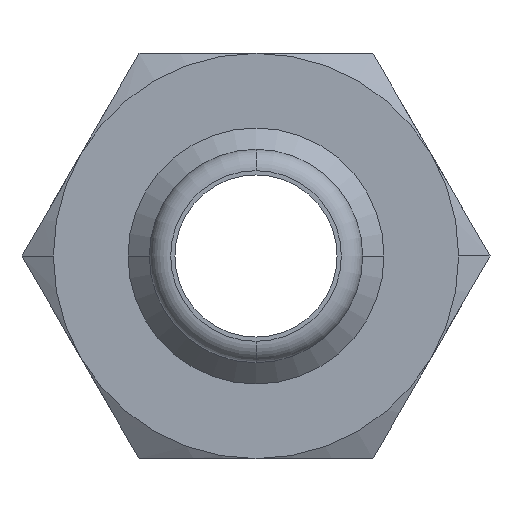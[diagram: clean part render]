
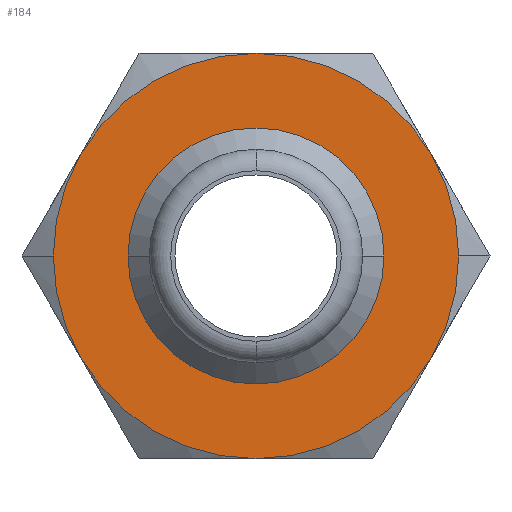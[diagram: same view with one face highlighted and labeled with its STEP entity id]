
A CAD part, front view. The second image highlights one B-rep face of the part: STEP entity #184.
In plain terms, the highlighted planar face has unit normal (0, -1, 0).
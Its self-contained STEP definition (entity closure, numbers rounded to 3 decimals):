
#184=ADVANCED_FACE('',(#394,#395),#396,.T.);
#394=FACE_OUTER_BOUND('',#629,.T.);
#395=FACE_BOUND('',#630,.T.);
#396=PLANE('',#631);
#629=EDGE_LOOP('',(#1066,#1067,#1068,#1069,#1070,#1071,#1072,#1073));
#630=EDGE_LOOP('',(#1074,#1075));
#631=AXIS2_PLACEMENT_3D('',#1076,#1077,#1078);
#1066=ORIENTED_EDGE('',*,*,#1493,.F.);
#1067=ORIENTED_EDGE('',*,*,#1462,.F.);
#1068=ORIENTED_EDGE('',*,*,#1511,.F.);
#1069=ORIENTED_EDGE('',*,*,#1441,.F.);
#1070=ORIENTED_EDGE('',*,*,#1444,.F.);
#1071=ORIENTED_EDGE('',*,*,#1359,.F.);
#1072=ORIENTED_EDGE('',*,*,#1387,.F.);
#1073=ORIENTED_EDGE('',*,*,#1500,.F.);
#1074=ORIENTED_EDGE('',*,*,#1509,.F.);
#1075=ORIENTED_EDGE('',*,*,#1512,.F.);
#1076=CARTESIAN_POINT('',(4.75,20.0,0.0));
#1077=DIRECTION('',(-0.0,-1.0,-0.0));
#1078=DIRECTION('',(-1.0,0.0,0.0));
#1359=EDGE_CURVE('',#1606,#1603,#1608,.T.);
#1387=EDGE_CURVE('',#1654,#1606,#1656,.T.);
#1441=EDGE_CURVE('',#1736,#1581,#1738,.T.);
#1444=EDGE_CURVE('',#1603,#1736,#1741,.T.);
#1462=EDGE_CURVE('',#1610,#1763,#1764,.T.);
#1493=EDGE_CURVE('',#1763,#1803,#1807,.T.);
#1500=EDGE_CURVE('',#1803,#1654,#1814,.T.);
#1509=EDGE_CURVE('',#1824,#1821,#1826,.T.);
#1511=EDGE_CURVE('',#1581,#1610,#1828,.T.);
#1512=EDGE_CURVE('',#1821,#1824,#1829,.T.);
#1581=VERTEX_POINT('',#1927);
#1603=VERTEX_POINT('',#1997);
#1606=VERTEX_POINT('',#2011);
#1608=CIRCLE('',#2024,9.5);
#1610=VERTEX_POINT('',#2026);
#1654=VERTEX_POINT('',#2170);
#1656=CIRCLE('',#2183,9.5);
#1736=VERTEX_POINT('',#2397);
#1738=CIRCLE('',#2400,9.5);
#1741=CIRCLE('',#2414,9.5);
#1763=VERTEX_POINT('',#2471);
#1764=CIRCLE('',#2472,9.5);
#1803=VERTEX_POINT('',#2573);
#1807=CIRCLE('',#2589,9.5);
#1814=CIRCLE('',#2596,9.5);
#1821=VERTEX_POINT('',#2625);
#1824=VERTEX_POINT('',#2629);
#1826=CIRCLE('',#2632,6.0);
#1828=CIRCLE('',#2634,9.5);
#1829=CIRCLE('',#2635,6.0);
#1927=CARTESIAN_POINT('',(-8.227,20.0,4.75));
#1997=CARTESIAN_POINT('',(-8.227,20.0,-4.75));
#2011=CARTESIAN_POINT('',(0.0,20.0,-9.5));
#2024=AXIS2_PLACEMENT_3D('',#2804,#2805,#2806);
#2026=CARTESIAN_POINT('',(0.,20.0,9.5));
#2170=CARTESIAN_POINT('',(8.227,20.0,-4.75));
#2183=AXIS2_PLACEMENT_3D('',#2841,#2842,#2843);
#2397=CARTESIAN_POINT('',(-9.5,20.0,0.));
#2400=AXIS2_PLACEMENT_3D('',#2900,#2901,#2902);
#2414=AXIS2_PLACEMENT_3D('',#2903,#2904,#2905);
#2471=CARTESIAN_POINT('',(8.227,20.0,4.75));
#2472=AXIS2_PLACEMENT_3D('',#2926,#2927,#2928);
#2573=CARTESIAN_POINT('',(9.5,20.0,0.));
#2589=AXIS2_PLACEMENT_3D('',#2961,#2962,#2963);
#2596=AXIS2_PLACEMENT_3D('',#2973,#2974,#2975);
#2625=CARTESIAN_POINT('',(6.0,20.0,0.));
#2629=CARTESIAN_POINT('',(-6.0,20.0,0.));
#2632=AXIS2_PLACEMENT_3D('',#2984,#2985,#2986);
#2634=AXIS2_PLACEMENT_3D('',#2987,#2988,#2989);
#2635=AXIS2_PLACEMENT_3D('',#2990,#2991,#2992);
#2804=CARTESIAN_POINT('',(0.0,20.0,0.0));
#2805=DIRECTION('',(-0.0,1.0,0.0));
#2806=DIRECTION('',(1.0,0.0,0.0));
#2841=CARTESIAN_POINT('',(0.0,20.0,0.0));
#2842=DIRECTION('',(-0.0,1.0,0.0));
#2843=DIRECTION('',(1.0,0.0,0.0));
#2900=CARTESIAN_POINT('',(0.0,20.0,0.0));
#2901=DIRECTION('',(-0.0,1.0,0.0));
#2902=DIRECTION('',(1.0,0.0,0.0));
#2903=CARTESIAN_POINT('',(0.0,20.0,0.0));
#2904=DIRECTION('',(-0.0,1.0,0.0));
#2905=DIRECTION('',(1.0,0.0,0.0));
#2926=CARTESIAN_POINT('',(0.0,20.0,0.0));
#2927=DIRECTION('',(-0.0,1.0,0.0));
#2928=DIRECTION('',(1.0,0.0,0.0));
#2961=CARTESIAN_POINT('',(0.0,20.0,0.0));
#2962=DIRECTION('',(-0.0,1.0,0.0));
#2963=DIRECTION('',(1.0,0.0,0.0));
#2973=CARTESIAN_POINT('',(0.0,20.0,0.0));
#2974=DIRECTION('',(-0.0,1.0,0.0));
#2975=DIRECTION('',(1.0,0.0,0.0));
#2984=CARTESIAN_POINT('',(0.0,20.0,0.0));
#2985=DIRECTION('',(0.0,-1.0,0.0));
#2986=DIRECTION('',(1.0,0.0,0.0));
#2987=CARTESIAN_POINT('',(0.0,20.0,0.0));
#2988=DIRECTION('',(-0.0,1.0,0.0));
#2989=DIRECTION('',(1.0,0.0,0.0));
#2990=CARTESIAN_POINT('',(0.0,20.0,0.0));
#2991=DIRECTION('',(0.0,-1.0,0.0));
#2992=DIRECTION('',(1.0,0.0,0.0));
